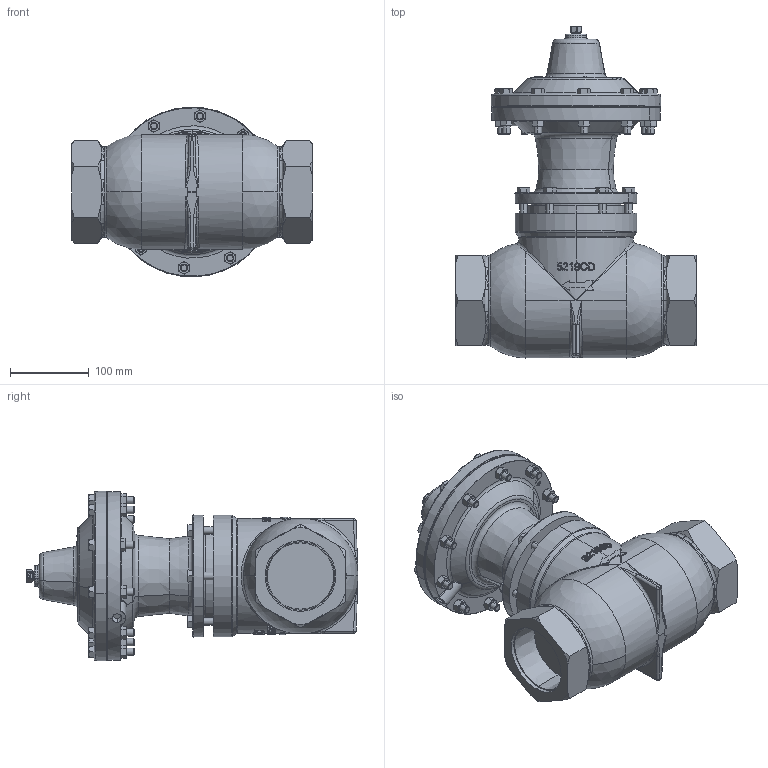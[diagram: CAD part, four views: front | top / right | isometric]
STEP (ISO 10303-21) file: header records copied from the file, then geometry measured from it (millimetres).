
FILE_DESCRIPTION (( 'STEP AP203' ), '1' );
FILE_NAME ('3 INCH 325 SMT PBT PO-D (EMU).STEP', '2018-06-14T18:09:54', ( '' ), ( '' ), 'SwSTEP 2.0', 'SolidWorks 2018', '' );
FILE_SCHEMA (( 'CONFIG_CONTROL_DESIGN' ));
Length unit declared in the file: inch
Products named in the file (1): 3 INCH 325 SMT PBT PO-D (EMU)
Bounding box: 304.8 x 421.63 x 215.6 mm (x, y, z)
Volume: 7876005.1 mm3; surface area: 389654 mm2
Topology: 1 solids, 1 shells, 1522 faces, 3829 edges, 2365 vertices
Faces by surface type: plane 699, cone 303, bspline 227, cylinder 207, torus 60, sphere 26
Entity records: 58248 total; most frequent: CARTESIAN_POINT 24733, ORIENTED_EDGE 7554, DIRECTION 6076, EDGE_CURVE 3777, VERTEX_POINT 2365, AXIS2_PLACEMENT_3D 2251, EDGE_LOOP 1662, VECTOR 1574
